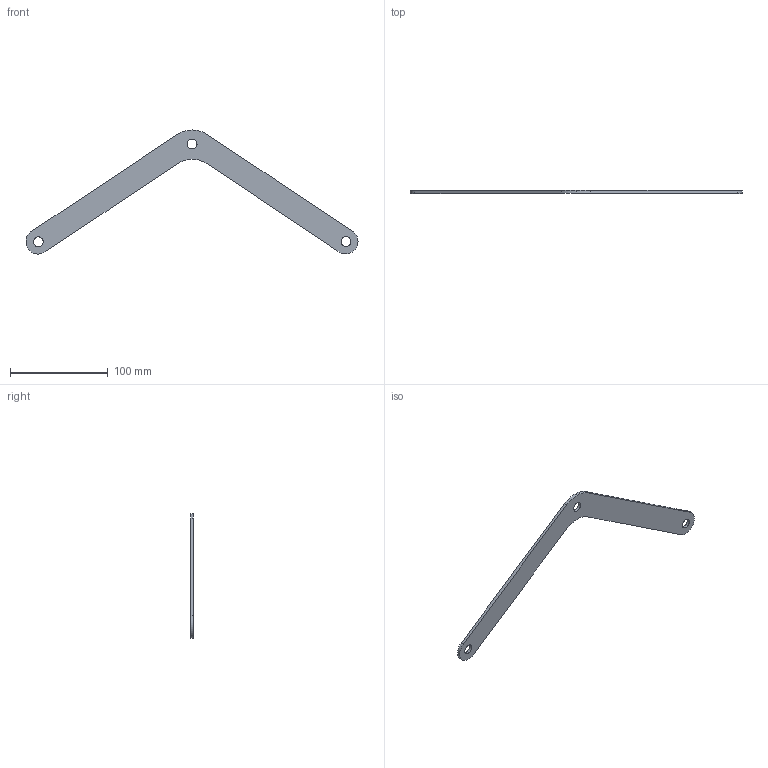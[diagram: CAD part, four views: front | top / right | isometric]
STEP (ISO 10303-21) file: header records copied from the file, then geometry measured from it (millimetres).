
FILE_DESCRIPTION(('HOOPS Exchange Step'),'2;1');
FILE_NAME('temp_export','2022-06-28T02:08:34+02:00',('antoine'),('Shapr3D Limited'),'HOOPS Exchange 2022.0','Shapr3D','Authorized');
FILE_SCHEMA( ('AP203_CONFIGURATION_CONTROLLED_3D_DESIGN_OF_MECHANICAL_PARTS_AND_ASSEMBLIES_MIM_LF') );
Length unit declared in the file: millimetre
Products named in the file (1): root
Bounding box: 339.76 x 3 x 126.98 mm (x, y, z)
Volume: 29245.1 mm3; surface area: 22259.3 mm2
Topology: 1 solids, 1 shells, 15 faces, 45 edges, 32 vertices
Faces by surface type: cylinder 9, plane 6
Full cylindrical faces by diameter (mm): 10 x3
Entity records: 567 total; most frequent: DIRECTION 101, CARTESIAN_POINT 93, ORIENTED_EDGE 90, EDGE_CURVE 45, AXIS2_PLACEMENT_3D 40, VERTEX_POINT 32, CIRCLE 24, VECTOR 21
